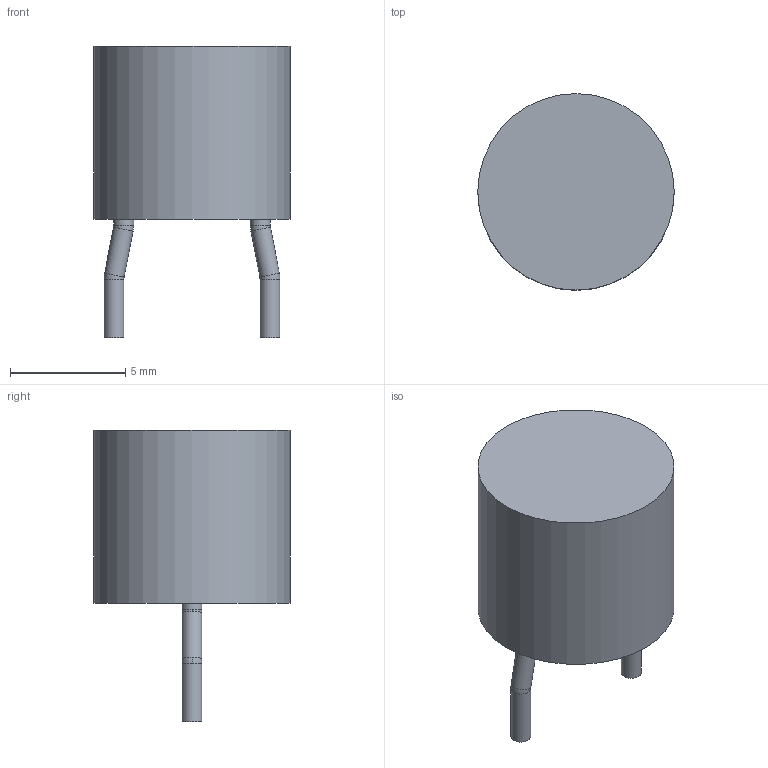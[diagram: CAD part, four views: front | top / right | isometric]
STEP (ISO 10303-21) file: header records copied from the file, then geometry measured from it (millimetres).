
FILE_DESCRIPTION(('STEP AP214'),'1');
FILE_NAME('FUS_LITTELFUSE_370','2019-07-12T19:35:15',(''),(''),'','','');
FILE_SCHEMA(('AUTOMOTIVE_DESIGN'));
Length unit declared in the file: millimetre
Products named in the file (1): product
Bounding box: 8.51 x 8.51 x 12.62 mm (x, y, z)
Volume: 426.1 mm3; surface area: 344.4 mm2
Topology: 1 solids, 19 shells, 21 faces, 57 edges, 50 vertices
Faces by surface type: torus 8, cylinder 7, plane 6
Full cylindrical faces by diameter (mm): 0.864 x6, 8.509 x1
Entity records: 750 total; most frequent: DIRECTION 146, CARTESIAN_POINT 123, VERTEX_POINT 82, AXIS2_PLACEMENT_3D 73, ORIENTED_EDGE 52, CIRCLE 50, EDGE_CURVE 50, EDGE_LOOP 28
